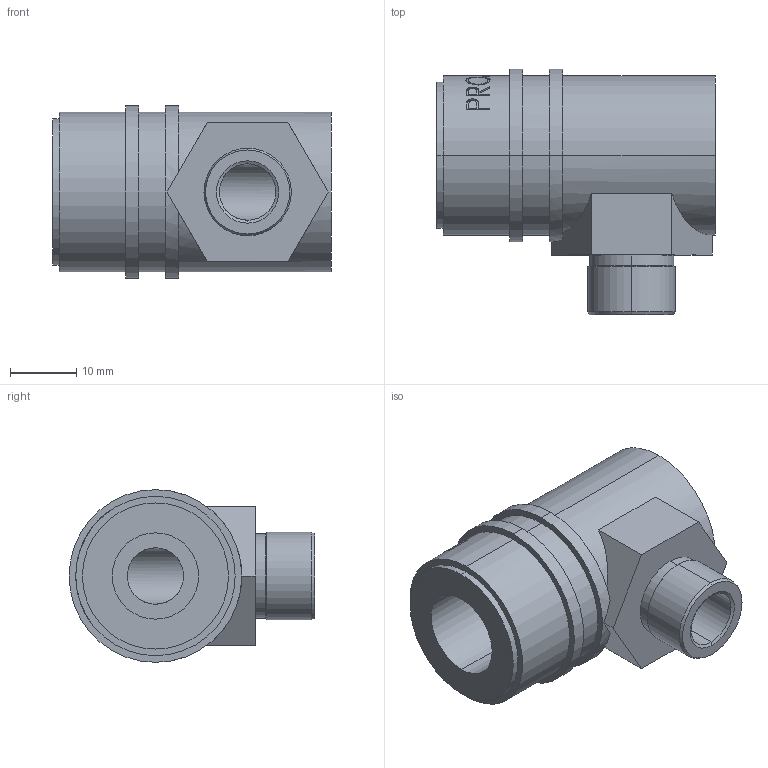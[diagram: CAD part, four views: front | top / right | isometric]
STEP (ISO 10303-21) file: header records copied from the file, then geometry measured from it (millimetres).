
FILE_DESCRIPTION (( 'STEP AP203' ), '1' );
FILE_NAME ('4ec0.STEP', '2022-08-06T13:22:35', ( '' ), ( '' ), 'SwSTEP 2.0', 'SolidWorks 2019', '' );
FILE_SCHEMA (( 'CONFIG_CONTROL_DESIGN' ));
Length unit declared in the file: millimetre
Products named in the file (1): 4ec0
Bounding box: 42 x 37 x 26 mm (x, y, z)
Volume: 18355 mm3; surface area: 6936 mm2
Topology: 2 solids, 2 shells, 127 faces, 320 edges, 210 vertices
Faces by surface type: plane 48, bspline 42, cylinder 31, cone 6
Entity records: 8622 total; most frequent: CARTESIAN_POINT 5819, ORIENTED_EDGE 640, DIRECTION 434, EDGE_CURVE 320, VERTEX_POINT 210, AXIS2_PLACEMENT_3D 172, EDGE_LOOP 144, B_SPLINE_CURVE_WITH_KNOTS 136
